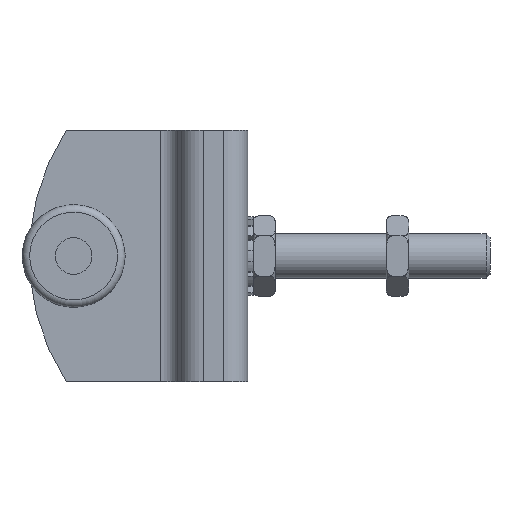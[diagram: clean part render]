
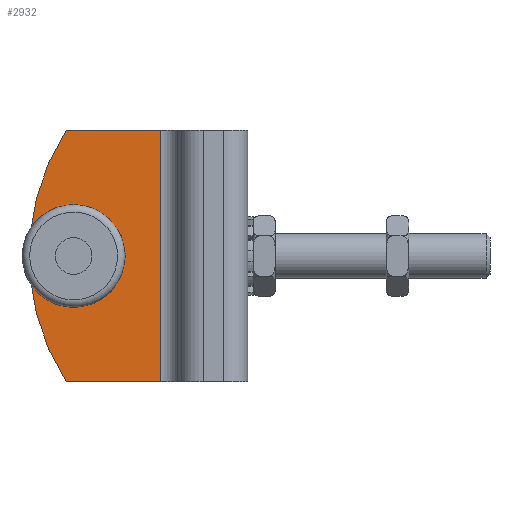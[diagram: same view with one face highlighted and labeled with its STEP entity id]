
A CAD part, left-side view. The second image highlights one B-rep face of the part: STEP entity #2932.
In plain terms, the highlighted planar face has unit normal (-1, 0, 0).
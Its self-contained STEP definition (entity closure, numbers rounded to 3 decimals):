
#224=LINE('',#5500,#453);
#231=LINE('',#5513,#460);
#234=LINE('',#5519,#463);
#237=LINE('',#5531,#466);
#239=LINE('',#5535,#468);
#241=LINE('',#5538,#470);
#243=LINE('',#5546,#472);
#244=LINE('',#5548,#473);
#245=LINE('',#5549,#474);
#453=VECTOR('',#4009,10.);
#460=VECTOR('',#4022,10.);
#463=VECTOR('',#4029,10.);
#466=VECTOR('',#4044,10.);
#468=VECTOR('',#4048,10.);
#470=VECTOR('',#4052,10.);
#472=VECTOR('',#4060,10.);
#473=VECTOR('',#4061,10.);
#474=VECTOR('',#4062,10.);
#596=FACE_BOUND('',#923,.T.);
#741=FACE_OUTER_BOUND('',#922,.T.);
#922=EDGE_LOOP('',(#2490,#2491,#2492,#2493));
#923=EDGE_LOOP('',(#2494,#2495,#2496,#2497,#2498,#2499));
#1092=CIRCLE('',#3262,62.8);
#1338=VERTEX_POINT('',#5498);
#1339=VERTEX_POINT('',#5499);
#1342=VERTEX_POINT('',#5512);
#1343=VERTEX_POINT('',#5518);
#1346=VERTEX_POINT('',#5530);
#1347=VERTEX_POINT('',#5534);
#1348=VERTEX_POINT('',#5542);
#1349=VERTEX_POINT('',#5543);
#1350=VERTEX_POINT('',#5545);
#1351=VERTEX_POINT('',#5547);
#1734=EDGE_CURVE('',#1338,#1339,#224,.T.);
#1741=EDGE_CURVE('',#1342,#1338,#231,.T.);
#1744=EDGE_CURVE('',#1343,#1342,#234,.T.);
#1749=EDGE_CURVE('',#1339,#1346,#237,.T.);
#1751=EDGE_CURVE('',#1346,#1347,#239,.T.);
#1753=EDGE_CURVE('',#1347,#1343,#241,.T.);
#1755=EDGE_CURVE('',#1348,#1349,#1092,.T.);
#1756=EDGE_CURVE('',#1350,#1349,#243,.T.);
#1757=EDGE_CURVE('',#1350,#1351,#244,.T.);
#1758=EDGE_CURVE('',#1351,#1348,#245,.T.);
#2490=ORIENTED_EDGE('',*,*,#1755,.T.);
#2491=ORIENTED_EDGE('',*,*,#1756,.F.);
#2492=ORIENTED_EDGE('',*,*,#1757,.T.);
#2493=ORIENTED_EDGE('',*,*,#1758,.T.);
#2494=ORIENTED_EDGE('',*,*,#1744,.T.);
#2495=ORIENTED_EDGE('',*,*,#1741,.T.);
#2496=ORIENTED_EDGE('',*,*,#1734,.T.);
#2497=ORIENTED_EDGE('',*,*,#1749,.T.);
#2498=ORIENTED_EDGE('',*,*,#1751,.T.);
#2499=ORIENTED_EDGE('',*,*,#1753,.T.);
#2773=PLANE('',#3261);
#2932=ADVANCED_FACE('',(#741,#596),#2773,.T.);
#3261=AXIS2_PLACEMENT_3D('',#5541,#4056,#4057);
#3262=AXIS2_PLACEMENT_3D('',#5544,#4058,#4059);
#4009=DIRECTION('',(0.,0.5,0.866));
#4022=DIRECTION('',(0.,1.,0.));
#4029=DIRECTION('',(0.,0.5,-0.866));
#4044=DIRECTION('',(0.,-0.5,0.866));
#4048=DIRECTION('',(0.,-1.,0.));
#4052=DIRECTION('',(0.,-0.5,-0.866));
#4056=DIRECTION('center_axis',(-1.,0.,0.));
#4057=DIRECTION('ref_axis',(0.,0.,1.));
#4058=DIRECTION('center_axis',(-1.,0.,0.));
#4059=DIRECTION('ref_axis',(0.,0.,1.));
#4060=DIRECTION('',(0.,1.,0.));
#4061=DIRECTION('',(0.,0.,1.));
#4062=DIRECTION('',(0.,1.,0.));
#5498=CARTESIAN_POINT('',(-2.863,21.077,-6.688));
#5499=CARTESIAN_POINT('',(-2.863,24.541,-0.687));
#5500=CARTESIAN_POINT('',(-2.863,11.644,-23.025));
#5512=CARTESIAN_POINT('',(-2.863,14.148,-6.688));
#5513=CARTESIAN_POINT('',(-2.863,4.13,-6.687));
#5518=CARTESIAN_POINT('',(-2.863,10.684,-0.687));
#5519=CARTESIAN_POINT('',(-2.863,15.974,-9.85));
#5530=CARTESIAN_POINT('',(-2.863,21.077,5.313));
#5531=CARTESIAN_POINT('',(-2.863,28.098,-6.85));
#5534=CARTESIAN_POINT('',(-2.863,14.148,5.313));
#5535=CARTESIAN_POINT('',(-2.863,7.595,5.313));
#5538=CARTESIAN_POINT('',(-2.863,2.984,-14.025));
#5541=CARTESIAN_POINT('Origin',(-2.863,-5.887,-34.688));
#5542=CARTESIAN_POINT('',(-2.863,19.613,33.313));
#5543=CARTESIAN_POINT('',(-2.863,19.613,-34.688));
#5544=CARTESIAN_POINT('Origin',(-2.863,-33.188,-0.687));
#5545=CARTESIAN_POINT('',(-2.863,-5.887,-34.688));
#5546=CARTESIAN_POINT('',(-2.863,-5.887,-34.688));
#5547=CARTESIAN_POINT('',(-2.863,-5.887,33.313));
#5548=CARTESIAN_POINT('',(-2.863,-5.887,-34.688));
#5549=CARTESIAN_POINT('',(-2.863,-5.887,33.313));
